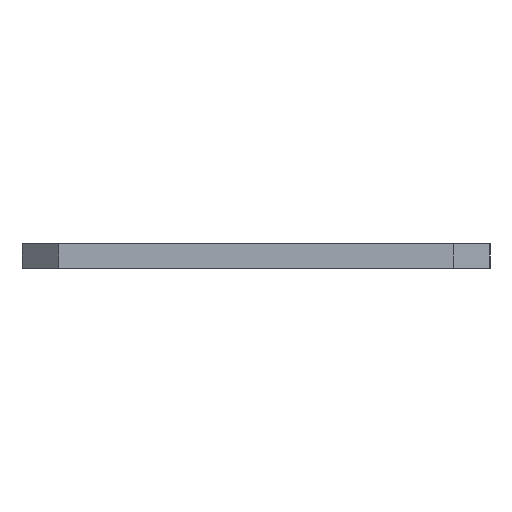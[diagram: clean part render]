
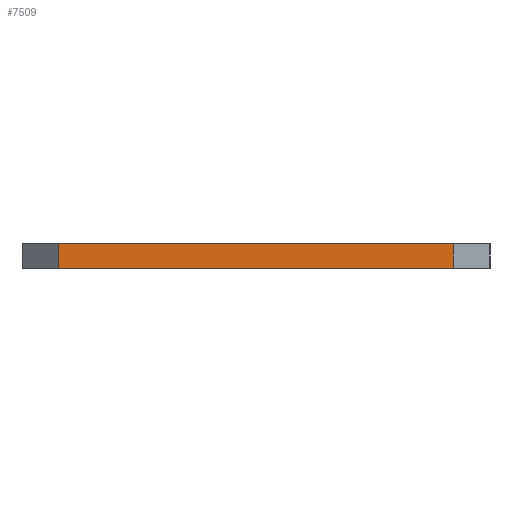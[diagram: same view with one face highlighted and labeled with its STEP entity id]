
A CAD part, left-side view. The second image highlights one B-rep face of the part: STEP entity #7509.
In plain terms, the highlighted planar face has unit normal (-1, 0, 0).
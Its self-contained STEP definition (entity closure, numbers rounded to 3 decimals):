
#72 = VERTEX_POINT('',#73);
#73 = CARTESIAN_POINT('',(-14.,-16.,0.));
#79 = EDGE_CURVE('',#72,#80,#82,.T.);
#80 = VERTEX_POINT('',#81);
#81 = CARTESIAN_POINT('',(-14.,16.,0.));
#82 = LINE('',#83,#84);
#83 = CARTESIAN_POINT('',(-14.,-19.,0.));
#84 = VECTOR('',#85,1.);
#85 = DIRECTION('',(0.,1.,0.));
#3533 = VERTEX_POINT('',#3534);
#3534 = CARTESIAN_POINT('',(-14.,16.,2.));
#3540 = EDGE_CURVE('',#80,#3533,#3541,.T.);
#3541 = LINE('',#3542,#3543);
#3542 = CARTESIAN_POINT('',(-14.,16.,0.));
#3543 = VECTOR('',#3544,1.);
#3544 = DIRECTION('',(0.,0.,1.));
#3589 = VERTEX_POINT('',#3590);
#3590 = CARTESIAN_POINT('',(-14.,-16.,2.));
#3596 = EDGE_CURVE('',#3589,#3533,#3597,.T.);
#3597 = LINE('',#3598,#3599);
#3598 = CARTESIAN_POINT('',(-14.,-19.,2.));
#3599 = VECTOR('',#3600,1.);
#3600 = DIRECTION('',(0.,1.,0.));
#7480 = EDGE_CURVE('',#72,#3589,#7481,.T.);
#7481 = LINE('',#7482,#7483);
#7482 = CARTESIAN_POINT('',(-14.,-16.,0.));
#7483 = VECTOR('',#7484,1.);
#7484 = DIRECTION('',(0.,0.,1.));
#7509 = ADVANCED_FACE('',(#7510),#7516,.T.);
#7510 = FACE_BOUND('',#7511,.T.);
#7511 = EDGE_LOOP('',(#7512,#7513,#7514,#7515));
#7512 = ORIENTED_EDGE('',*,*,#79,.F.);
#7513 = ORIENTED_EDGE('',*,*,#7480,.T.);
#7514 = ORIENTED_EDGE('',*,*,#3596,.T.);
#7515 = ORIENTED_EDGE('',*,*,#3540,.F.);
#7516 = PLANE('',#7517);
#7517 = AXIS2_PLACEMENT_3D('',#7518,#7519,#7520);
#7518 = CARTESIAN_POINT('',(-14.,-19.,0.));
#7519 = DIRECTION('',(-1.,0.,0.));
#7520 = DIRECTION('',(0.,1.,0.));
